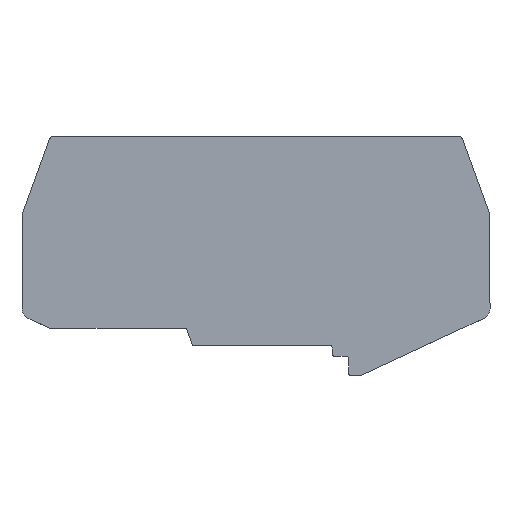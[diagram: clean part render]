
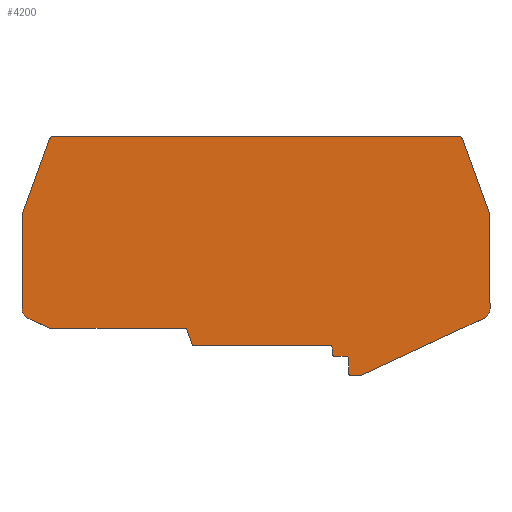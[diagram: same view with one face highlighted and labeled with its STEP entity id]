
A CAD part, top view. The second image highlights one B-rep face of the part: STEP entity #4200.
In plain terms, the highlighted planar face has unit normal (0, 0, 1).
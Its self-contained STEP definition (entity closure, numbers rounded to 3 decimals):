
#2110=CARTESIAN_POINT('',(0.,0.,2.));
#2120=DIRECTION('',(0.,0.,1.));
#2130=DIRECTION('',(1.,0.,-0.));
#2140=AXIS2_PLACEMENT_3D('',#2110,#2120,#2130);
#2150=PLANE('',#2140);
#2160=CARTESIAN_POINT('',(-61.738,21.598,2.));
#2170=DIRECTION('',(0.,0.,1.));
#2180=DIRECTION('',(1.,0.,0.));
#2190=AXIS2_PLACEMENT_3D('',#2160,#2170,#2180);
#2200=CIRCLE('',#2190,2.);
#2210=CARTESIAN_POINT('',(-63.738,21.598,2.));
#2220=VERTEX_POINT('',#2210);
#2230=CARTESIAN_POINT('',(-62.583,19.785,2.));
#2240=VERTEX_POINT('',#2230);
#2250=EDGE_CURVE('',#2220,#2240,#2200,.T.);
#2260=ORIENTED_EDGE('',*,*,#2250,.T.);
#2270=CARTESIAN_POINT('',(-63.738,21.598,2.));
#2280=DIRECTION('',(0.,1.,0.));
#2290=VECTOR('',#2280,1.);
#2300=LINE('',#2270,#2290);
#2310=CARTESIAN_POINT('',(-63.738,39.858,2.));
#2320=VERTEX_POINT('',#2310);
#2330=EDGE_CURVE('',#2220,#2320,#2300,.T.);
#2340=ORIENTED_EDGE('',*,*,#2330,.F.);
#2350=CARTESIAN_POINT('',(-63.738,39.858,2.));
#2360=DIRECTION('',(0.342,0.94,0.));
#2370=VECTOR('',#2360,1.);
#2380=LINE('',#2350,#2370);
#2390=CARTESIAN_POINT('',(-58.428,54.449,2.));
#2400=VERTEX_POINT('',#2390);
#2410=EDGE_CURVE('',#2320,#2400,#2380,.T.);
#2420=ORIENTED_EDGE('',*,*,#2410,.F.);
#2430=CARTESIAN_POINT('',(-57.488,54.107,2.));
#2440=DIRECTION('',(0.,0.,1.));
#2450=DIRECTION('',(1.,0.,0.));
#2460=AXIS2_PLACEMENT_3D('',#2430,#2440,#2450);
#2470=CIRCLE('',#2460,1.);
#2480=CARTESIAN_POINT('',(-57.488,55.107,2.));
#2490=VERTEX_POINT('',#2480);
#2500=EDGE_CURVE('',#2490,#2400,#2470,.T.);
#2510=ORIENTED_EDGE('',*,*,#2500,.T.);
#2520=CARTESIAN_POINT('',(-57.488,55.107,2.));
#2530=DIRECTION('',(1.,0.,0.));
#2540=VECTOR('',#2530,1.);
#2550=LINE('',#2520,#2540);
#2560=CARTESIAN_POINT('',(20.862,55.107,2.));
#2570=VERTEX_POINT('',#2560);
#2580=EDGE_CURVE('',#2490,#2570,#2550,.T.);
#2590=ORIENTED_EDGE('',*,*,#2580,.F.);
#2600=CARTESIAN_POINT('',(20.862,54.107,2.));
#2610=DIRECTION('',(0.,0.,1.));
#2620=DIRECTION('',(1.,0.,0.));
#2630=AXIS2_PLACEMENT_3D('',#2600,#2610,#2620);
#2640=CIRCLE('',#2630,1.);
#2650=CARTESIAN_POINT('',(21.802,54.449,2.));
#2660=VERTEX_POINT('',#2650);
#2670=EDGE_CURVE('',#2660,#2570,#2640,.T.);
#2680=ORIENTED_EDGE('',*,*,#2670,.T.);
#2690=CARTESIAN_POINT('',(21.802,54.449,2.));
#2700=DIRECTION('',(0.342,-0.94,0.));
#2710=VECTOR('',#2700,1.);
#2720=LINE('',#2690,#2710);
#2730=CARTESIAN_POINT('',(27.112,39.858,2.));
#2740=VERTEX_POINT('',#2730);
#2750=EDGE_CURVE('',#2660,#2740,#2720,.T.);
#2760=ORIENTED_EDGE('',*,*,#2750,.F.);
#2770=CARTESIAN_POINT('',(27.112,39.858,2.));
#2780=DIRECTION('',(0.,-1.,0.));
#2790=VECTOR('',#2780,1.);
#2800=LINE('',#2770,#2790);
#2810=CARTESIAN_POINT('',(27.112,21.598,2.));
#2820=VERTEX_POINT('',#2810);
#2830=EDGE_CURVE('',#2740,#2820,#2800,.T.);
#2840=ORIENTED_EDGE('',*,*,#2830,.F.);
#2850=CARTESIAN_POINT('',(25.112,21.598,2.));
#2860=DIRECTION('',(0.,0.,1.));
#2870=DIRECTION('',(1.,0.,0.));
#2880=AXIS2_PLACEMENT_3D('',#2850,#2860,#2870);
#2890=CIRCLE('',#2880,2.);
#2900=CARTESIAN_POINT('',(25.957,19.785,2.));
#2910=VERTEX_POINT('',#2900);
#2920=EDGE_CURVE('',#2910,#2820,#2890,.T.);
#2930=ORIENTED_EDGE('',*,*,#2920,.T.);
#2940=CARTESIAN_POINT('',(25.957,19.785,2.));
#2950=DIRECTION('',(-0.906,-0.423,0.));
#2960=VECTOR('',#2950,1.);
#2970=LINE('',#2940,#2960);
#2980=CARTESIAN_POINT('',(2.188,8.701,2.));
#2990=VERTEX_POINT('',#2980);
#3000=EDGE_CURVE('',#2910,#2990,#2970,.T.);
#3010=ORIENTED_EDGE('',*,*,#3000,.F.);
#3020=CARTESIAN_POINT('',(1.765,9.607,2.));
#3030=DIRECTION('',(0.,0.,1.));
#3040=DIRECTION('',(1.,0.,0.));
#3050=AXIS2_PLACEMENT_3D('',#3020,#3030,#3040);
#3060=CIRCLE('',#3050,1.);
#3070=CARTESIAN_POINT('',(1.765,8.607,2.));
#3080=VERTEX_POINT('',#3070);
#3090=EDGE_CURVE('',#3080,#2990,#3060,.T.);
#3100=ORIENTED_EDGE('',*,*,#3090,.T.);
#3110=CARTESIAN_POINT('',(1.765,8.607,2.));
#3120=DIRECTION('',(-1.,0.,0.));
#3130=VECTOR('',#3120,1.);
#3140=LINE('',#3110,#3130);
#3150=CARTESIAN_POINT('',(0.187,8.607,2.));
#3160=VERTEX_POINT('',#3150);
#3170=EDGE_CURVE('',#3080,#3160,#3140,.T.);
#3180=ORIENTED_EDGE('',*,*,#3170,.F.);
#3190=CARTESIAN_POINT('',(0.187,9.107,2.));
#3200=DIRECTION('',(0.,0.,1.));
#3210=DIRECTION('',(1.,0.,0.));
#3220=AXIS2_PLACEMENT_3D('',#3190,#3200,#3210);
#3230=CIRCLE('',#3220,0.5);
#3240=CARTESIAN_POINT('',(-0.313,9.107,2.));
#3250=VERTEX_POINT('',#3240);
#3260=EDGE_CURVE('',#3250,#3160,#3230,.T.);
#3270=ORIENTED_EDGE('',*,*,#3260,.T.);
#3280=CARTESIAN_POINT('',(-0.313,11.907,2.));
#3290=DIRECTION('',(0.,-1.,0.));
#3300=VECTOR('',#3290,1.);
#3310=LINE('',#3280,#3300);
#3320=CARTESIAN_POINT('',(-0.313,11.907,2.));
#3330=VERTEX_POINT('',#3320);
#3340=EDGE_CURVE('',#3330,#3250,#3310,.T.);
#3350=ORIENTED_EDGE('',*,*,#3340,.T.);
#3360=CARTESIAN_POINT('',(-0.813,11.907,2.));
#3370=DIRECTION('',(0.,0.,1.));
#3380=DIRECTION('',(1.,0.,0.));
#3390=AXIS2_PLACEMENT_3D('',#3360,#3370,#3380);
#3400=CIRCLE('',#3390,0.5);
#3410=CARTESIAN_POINT('',(-0.813,12.407,2.));
#3420=VERTEX_POINT('',#3410);
#3430=EDGE_CURVE('',#3330,#3420,#3400,.T.);
#3440=ORIENTED_EDGE('',*,*,#3430,.F.);
#3450=CARTESIAN_POINT('',(-3.013,12.407,2.));
#3460=DIRECTION('',(1.,0.,0.));
#3470=VECTOR('',#3460,1.);
#3480=LINE('',#3450,#3470);
#3490=CARTESIAN_POINT('',(-3.013,12.407,2.));
#3500=VERTEX_POINT('',#3490);
#3510=EDGE_CURVE('',#3500,#3420,#3480,.T.);
#3520=ORIENTED_EDGE('',*,*,#3510,.T.);
#3530=CARTESIAN_POINT('',(-3.013,12.907,2.));
#3540=DIRECTION('',(0.,0.,1.));
#3550=DIRECTION('',(1.,0.,0.));
#3560=AXIS2_PLACEMENT_3D('',#3530,#3540,#3550);
#3570=CIRCLE('',#3560,0.5);
#3580=CARTESIAN_POINT('',(-3.513,12.907,2.));
#3590=VERTEX_POINT('',#3580);
#3600=EDGE_CURVE('',#3590,#3500,#3570,.T.);
#3610=ORIENTED_EDGE('',*,*,#3600,.T.);
#3620=CARTESIAN_POINT('',(-3.513,14.007,2.));
#3630=DIRECTION('',(0.,-1.,0.));
#3640=VECTOR('',#3630,1.);
#3650=LINE('',#3620,#3640);
#3660=CARTESIAN_POINT('',(-3.513,14.007,2.));
#3670=VERTEX_POINT('',#3660);
#3680=EDGE_CURVE('',#3670,#3590,#3650,.T.);
#3690=ORIENTED_EDGE('',*,*,#3680,.T.);
#3700=CARTESIAN_POINT('',(-4.013,14.007,2.));
#3710=DIRECTION('',(0.,0.,1.));
#3720=DIRECTION('',(1.,0.,0.));
#3730=AXIS2_PLACEMENT_3D('',#3700,#3710,#3720);
#3740=CIRCLE('',#3730,0.5);
#3750=CARTESIAN_POINT('',(-4.013,14.507,2.));
#3760=VERTEX_POINT('',#3750);
#3770=EDGE_CURVE('',#3670,#3760,#3740,.T.);
#3780=ORIENTED_EDGE('',*,*,#3770,.F.);
#3790=CARTESIAN_POINT('',(-30.613,14.507,2.));
#3800=DIRECTION('',(1.,0.,0.));
#3810=VECTOR('',#3800,1.);
#3820=LINE('',#3790,#3810);
#3830=CARTESIAN_POINT('',(-30.613,14.507,2.));
#3840=VERTEX_POINT('',#3830);
#3850=EDGE_CURVE('',#3840,#3760,#3820,.T.);
#3860=ORIENTED_EDGE('',*,*,#3850,.T.);
#3870=CARTESIAN_POINT('',(-31.832,17.857,2.));
#3880=DIRECTION('',(0.342,-0.94,0.));
#3890=VECTOR('',#3880,1.);
#3900=LINE('',#3870,#3890);
#3910=CARTESIAN_POINT('',(-31.832,17.857,2.));
#3920=VERTEX_POINT('',#3910);
#3930=EDGE_CURVE('',#3920,#3840,#3900,.T.);
#3940=ORIENTED_EDGE('',*,*,#3930,.T.);
#3950=CARTESIAN_POINT('',(-31.832,17.857,2.));
#3960=DIRECTION('',(-1.,0.,0.));
#3970=VECTOR('',#3960,1.);
#3980=LINE('',#3950,#3970);
#3990=CARTESIAN_POINT('',(-58.339,17.857,2.));
#4000=VERTEX_POINT('',#3990);
#4010=EDGE_CURVE('',#3920,#4000,#3980,.T.);
#4020=ORIENTED_EDGE('',*,*,#4010,.F.);
#4030=CARTESIAN_POINT('',(-58.339,18.357,2.));
#4040=DIRECTION('',(0.,0.,1.));
#4050=DIRECTION('',(1.,0.,0.));
#4060=AXIS2_PLACEMENT_3D('',#4030,#4040,#4050);
#4070=CIRCLE('',#4060,0.5);
#4080=CARTESIAN_POINT('',(-58.55,17.904,2.));
#4090=VERTEX_POINT('',#4080);
#4100=EDGE_CURVE('',#4090,#4000,#4070,.T.);
#4110=ORIENTED_EDGE('',*,*,#4100,.T.);
#4120=CARTESIAN_POINT('',(-62.583,19.785,2.));
#4130=DIRECTION('',(0.906,-0.423,0.));
#4140=VECTOR('',#4130,1.);
#4150=LINE('',#4120,#4140);
#4160=EDGE_CURVE('',#2240,#4090,#4150,.T.);
#4170=ORIENTED_EDGE('',*,*,#4160,.T.);
#4180=EDGE_LOOP('',(#4170,#4110,#4020,#3940,#3860,#3780,#3690,#3610,
#3520,#3440,#3350,#3270,#3180,#3100,#3010,#2930,#2840,#2760,#2680,#2590,
#2510,#2420,#2340,#2260));
#4190=FACE_OUTER_BOUND('',#4180,.T.);
#4200=ADVANCED_FACE('',(#4190),#2150,.T.);
